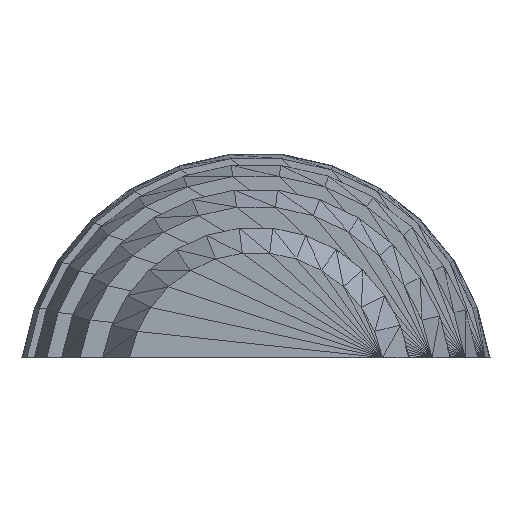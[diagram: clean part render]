
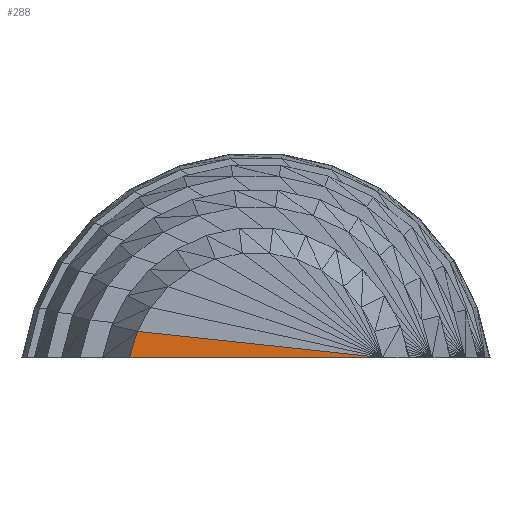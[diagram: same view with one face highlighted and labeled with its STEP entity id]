
A CAD part, left-side view. The second image highlights one B-rep face of the part: STEP entity #288.
In plain terms, the highlighted planar face has unit normal (-1, 0, 0).
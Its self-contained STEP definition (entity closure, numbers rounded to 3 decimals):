
#13=CARTESIAN_POINT('',(144.769,136.768,0));
#14=VERTEX_POINT('',#13);
#37=CARTESIAN_POINT('',(144.769,285.955,15.977));
#38=VERTEX_POINT('',#37);
#39=CARTESIAN_POINT('',(144.769,290.732,0));
#40=VERTEX_POINT('',#39);
#263=DIRECTION('',(0,-0.994,-0.106));
#264=VECTOR('',#263,150.041);
#265=LINE('',#37,#264);
#266=EDGE_CURVE('',#38,#14,#265,.T.);
#271=DIRECTION('',(-1,0,0));
#272=DIRECTION('',(0,0.994,0.106));
#273=AXIS2_PLACEMENT_3D('',#13,#271,#272);
#274=PLANE('',#273);
#275=ORIENTED_EDGE('',*,*,#266,.F.);
#276=DIRECTION('',(0,0.286,-0.958));
#277=VECTOR('',#276,16.676);
#278=LINE('',#37,#277);
#279=EDGE_CURVE('',#38,#40,#278,.T.);
#280=ORIENTED_EDGE('',*,*,#279,.T.);
#281=DIRECTION('',(0,-1,0));
#282=VECTOR('',#281,153.965);
#283=LINE('',#39,#282);
#284=EDGE_CURVE('',#40,#14,#283,.T.);
#285=ORIENTED_EDGE('',*,*,#284,.T.);
#286=EDGE_LOOP('',(#275,#280,#285));
#287=FACE_OUTER_BOUND('',#286,.T.);
#288=ADVANCED_FACE('',(#287),#274,.T.);
